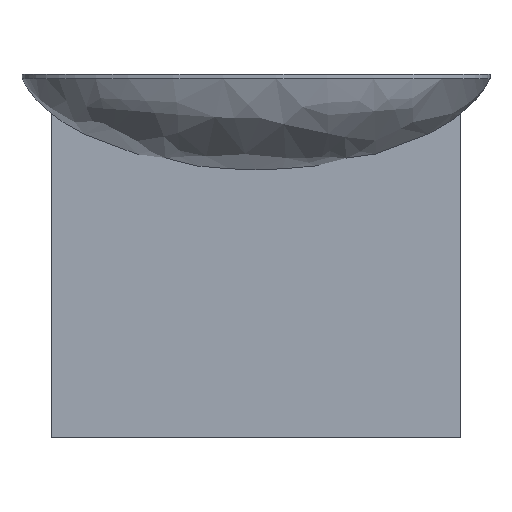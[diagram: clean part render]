
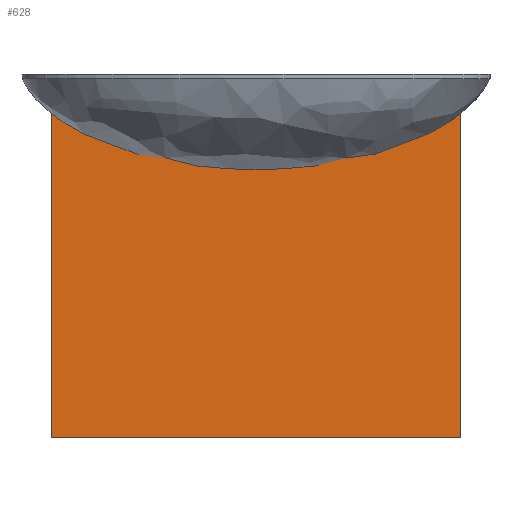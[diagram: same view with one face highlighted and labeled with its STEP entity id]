
A CAD part, left-side view. The second image highlights one B-rep face of the part: STEP entity #628.
In plain terms, the highlighted planar face has unit normal (-1, 0, 0).
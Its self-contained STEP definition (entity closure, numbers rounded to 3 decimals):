
#4 = LINE ( 'NONE', #979, #1080 ) ;
#24 = DIRECTION ( 'NONE',  ( 0., 0., -1. ) ) ;
#32 = EDGE_LOOP ( 'NONE', ( #775, #871, #252, #42 ) ) ;
#38 = DIRECTION ( 'NONE',  ( 0., -1., 0. ) ) ;
#42 = ORIENTED_EDGE ( 'NONE', *, *, #1039, .F. ) ;
#71 = DIRECTION ( 'NONE',  ( 1., 0., 0. ) ) ;
#79 = DIRECTION ( 'NONE',  ( 0., 1., 0. ) ) ;
#142 = EDGE_CURVE ( 'NONE', #157, #481, #4, .T. ) ;
#157 = VERTEX_POINT ( 'NONE', #290 ) ;
#200 = VECTOR ( 'NONE', #377, 1000. ) ;
#229 = PLANE ( 'NONE',  #534 ) ;
#252 = ORIENTED_EDGE ( 'NONE', *, *, #142, .T. ) ;
#290 = CARTESIAN_POINT ( 'NONE',  ( -0.8, 0.9, -0.4 ) ) ;
#298 = CARTESIAN_POINT ( 'NONE',  ( -0.8, 0., 0.4 ) ) ;
#323 = FACE_OUTER_BOUND ( 'NONE', #32, .T. ) ;
#359 = LINE ( 'NONE', #574, #821 ) ;
#377 = DIRECTION ( 'NONE',  ( 0., 0., -1. ) ) ;
#426 = LINE ( 'NONE', #1049, #863 ) ;
#481 = VERTEX_POINT ( 'NONE', #753 ) ;
#534 = AXIS2_PLACEMENT_3D ( 'NONE', #566, #71, #657 ) ;
#566 = CARTESIAN_POINT ( 'NONE',  ( -0.8, 0.9, 0.4 ) ) ;
#574 = CARTESIAN_POINT ( 'NONE',  ( -0.8, 0.9, 0.4 ) ) ;
#628 = ADVANCED_FACE ( 'NONE', ( #323 ), #229, .F. ) ;
#633 = EDGE_CURVE ( 'NONE', #874, #870, #359, .T. ) ;
#657 = DIRECTION ( 'NONE',  ( 0., 0., -1. ) ) ;
#753 = CARTESIAN_POINT ( 'NONE',  ( -0.8, 0., -0.4 ) ) ;
#775 = ORIENTED_EDGE ( 'NONE', *, *, #633, .T. ) ;
#808 = CARTESIAN_POINT ( 'NONE',  ( -0.8, 0.9, 0.4 ) ) ;
#809 = EDGE_CURVE ( 'NONE', #870, #157, #866, .T. ) ;
#821 = VECTOR ( 'NONE', #79, 1000. ) ;
#863 = VECTOR ( 'NONE', #24, 1000. ) ;
#866 = LINE ( 'NONE', #900, #200 ) ;
#870 = VERTEX_POINT ( 'NONE', #808 ) ;
#871 = ORIENTED_EDGE ( 'NONE', *, *, #809, .T. ) ;
#874 = VERTEX_POINT ( 'NONE', #298 ) ;
#900 = CARTESIAN_POINT ( 'NONE',  ( -0.8, 0.9, -0.4 ) ) ;
#979 = CARTESIAN_POINT ( 'NONE',  ( -0.8, 0.9, -0.4 ) ) ;
#1039 = EDGE_CURVE ( 'NONE', #874, #481, #426, .T. ) ;
#1049 = CARTESIAN_POINT ( 'NONE',  ( -0.8, 0., -0.4 ) ) ;
#1080 = VECTOR ( 'NONE', #38, 1000. ) ;
